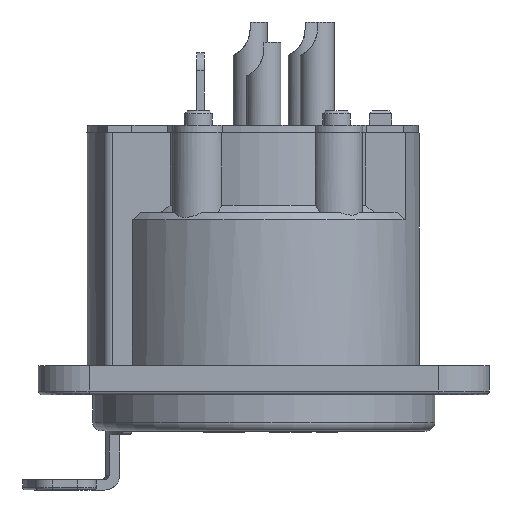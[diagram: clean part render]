
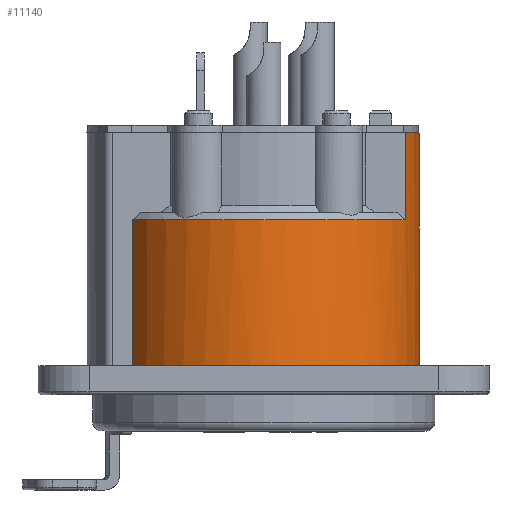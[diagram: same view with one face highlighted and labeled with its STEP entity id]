
A CAD part, front view. The second image highlights one B-rep face of the part: STEP entity #11140.
In plain terms, the highlighted cylindrical face has radius 10.7 mm (diameter 21.4 mm), a partial arc.
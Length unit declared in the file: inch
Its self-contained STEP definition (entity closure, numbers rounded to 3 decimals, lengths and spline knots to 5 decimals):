
#80=CYLINDRICAL_SURFACE('',#11707,0.42126);
#371=CIRCLE('',#11704,0.42126);
#372=CIRCLE('',#11706,0.42126);
#373=CIRCLE('',#11708,0.42126);
#374=CIRCLE('',#11709,0.42126);
#375=CIRCLE('',#11710,0.42126);
#376=CIRCLE('',#11711,0.42126);
#377=CIRCLE('',#11712,0.42126);
#378=CIRCLE('',#11713,0.42126);
#379=CIRCLE('',#11714,0.42126);
#380=CIRCLE('',#11715,0.42126);
#806=FACE_OUTER_BOUND('',#1245,.T.);
#1245=EDGE_LOOP('',(#7935,#7936,#7937,#7938,#7939,#7940,#7941,#7942,#7943,
#7944,#7945,#7946,#7947,#7948,#7949,#7950,#7951,#7952,#7953,#7954));
#1774=LINE('',#15507,#2822);
#1780=LINE('',#15582,#2828);
#1781=LINE('',#15586,#2829);
#1782=LINE('',#15590,#2830);
#1783=LINE('',#15594,#2831);
#1784=LINE('',#15598,#2832);
#1785=LINE('',#15602,#2833);
#1786=LINE('',#15606,#2834);
#1787=LINE('',#15609,#2835);
#1788=LINE('',#15611,#2836);
#2822=VECTOR('',#12657,0.23622);
#2828=VECTOR('',#12705,0.44094);
#2829=VECTOR('',#12708,0.04724);
#2830=VECTOR('',#12711,0.04724);
#2831=VECTOR('',#12714,0.04724);
#2832=VECTOR('',#12717,0.04724);
#2833=VECTOR('',#12720,0.04724);
#2834=VECTOR('',#12723,0.04724);
#2835=VECTOR('',#12726,0.44094);
#2836=VECTOR('',#12727,0.23622);
#4363=VERTEX_POINT('',#15502);
#4364=VERTEX_POINT('',#15506);
#4377=VERTEX_POINT('',#15565);
#4378=VERTEX_POINT('',#15571);
#4379=VERTEX_POINT('',#15575);
#4380=VERTEX_POINT('',#15581);
#4381=VERTEX_POINT('',#15583);
#4382=VERTEX_POINT('',#15585);
#4383=VERTEX_POINT('',#15587);
#4384=VERTEX_POINT('',#15589);
#4385=VERTEX_POINT('',#15591);
#4386=VERTEX_POINT('',#15593);
#4387=VERTEX_POINT('',#15595);
#4388=VERTEX_POINT('',#15597);
#4389=VERTEX_POINT('',#15599);
#4390=VERTEX_POINT('',#15601);
#4391=VERTEX_POINT('',#15603);
#4392=VERTEX_POINT('',#15605);
#4393=VERTEX_POINT('',#15607);
#4394=VERTEX_POINT('',#15610);
#5941=EDGE_CURVE('',#4364,#4363,#1774,.T.);
#5962=EDGE_CURVE('',#4377,#4363,#371,.T.);
#5964=EDGE_CURVE('',#4378,#4379,#372,.T.);
#5966=EDGE_CURVE('',#4380,#4377,#1780,.T.);
#5967=EDGE_CURVE('',#4381,#4380,#373,.T.);
#5968=EDGE_CURVE('',#4382,#4381,#1781,.T.);
#5969=EDGE_CURVE('',#4383,#4382,#374,.T.);
#5970=EDGE_CURVE('',#4384,#4383,#1782,.T.);
#5971=EDGE_CURVE('',#4385,#4384,#375,.T.);
#5972=EDGE_CURVE('',#4386,#4385,#1783,.T.);
#5973=EDGE_CURVE('',#4387,#4386,#376,.T.);
#5974=EDGE_CURVE('',#4388,#4387,#1784,.T.);
#5975=EDGE_CURVE('',#4389,#4388,#377,.T.);
#5976=EDGE_CURVE('',#4390,#4389,#1785,.T.);
#5977=EDGE_CURVE('',#4391,#4390,#378,.T.);
#5978=EDGE_CURVE('',#4392,#4391,#1786,.T.);
#5979=EDGE_CURVE('',#4393,#4392,#379,.T.);
#5980=EDGE_CURVE('',#4379,#4393,#1787,.T.);
#5981=EDGE_CURVE('',#4378,#4394,#1788,.T.);
#5982=EDGE_CURVE('',#4394,#4364,#380,.T.);
#7935=ORIENTED_EDGE('',*,*,#5962,.F.);
#7936=ORIENTED_EDGE('',*,*,#5966,.F.);
#7937=ORIENTED_EDGE('',*,*,#5967,.F.);
#7938=ORIENTED_EDGE('',*,*,#5968,.F.);
#7939=ORIENTED_EDGE('',*,*,#5969,.F.);
#7940=ORIENTED_EDGE('',*,*,#5970,.F.);
#7941=ORIENTED_EDGE('',*,*,#5971,.F.);
#7942=ORIENTED_EDGE('',*,*,#5972,.F.);
#7943=ORIENTED_EDGE('',*,*,#5973,.F.);
#7944=ORIENTED_EDGE('',*,*,#5974,.F.);
#7945=ORIENTED_EDGE('',*,*,#5975,.F.);
#7946=ORIENTED_EDGE('',*,*,#5976,.F.);
#7947=ORIENTED_EDGE('',*,*,#5977,.F.);
#7948=ORIENTED_EDGE('',*,*,#5978,.F.);
#7949=ORIENTED_EDGE('',*,*,#5979,.F.);
#7950=ORIENTED_EDGE('',*,*,#5980,.F.);
#7951=ORIENTED_EDGE('',*,*,#5964,.F.);
#7952=ORIENTED_EDGE('',*,*,#5981,.T.);
#7953=ORIENTED_EDGE('',*,*,#5982,.T.);
#7954=ORIENTED_EDGE('',*,*,#5941,.T.);
#11140=ADVANCED_FACE('',(#806),#80,.T.);
#11704=AXIS2_PLACEMENT_3D('',#15569,#12697,#12698);
#11706=AXIS2_PLACEMENT_3D('',#15576,#12701,#12702);
#11707=AXIS2_PLACEMENT_3D('',#15580,#12703,#12704);
#11708=AXIS2_PLACEMENT_3D('',#15584,#12706,#12707);
#11709=AXIS2_PLACEMENT_3D('',#15588,#12709,#12710);
#11710=AXIS2_PLACEMENT_3D('',#15592,#12712,#12713);
#11711=AXIS2_PLACEMENT_3D('',#15596,#12715,#12716);
#11712=AXIS2_PLACEMENT_3D('',#15600,#12718,#12719);
#11713=AXIS2_PLACEMENT_3D('',#15604,#12721,#12722);
#11714=AXIS2_PLACEMENT_3D('',#15608,#12724,#12725);
#11715=AXIS2_PLACEMENT_3D('',#15612,#12728,#12729);
#12657=DIRECTION('',(0.,0.,-1.));
#12697=DIRECTION('center_axis',(0.,0.,
1.));
#12698=DIRECTION('ref_axis',(-0.846,-0.533,0.));
#12701=DIRECTION('center_axis',(0.,0.,
1.));
#12702=DIRECTION('ref_axis',(0.846,0.533,0.));
#12703=DIRECTION('center_axis',(0.,0.,1.));
#12704=DIRECTION('ref_axis',(-0.846,-0.533,0.));
#12705=DIRECTION('',(0.,0.,1.));
#12706=DIRECTION('center_axis',(0.,0.,-1.));
#12707=DIRECTION('ref_axis',(0.846,-0.533,0.));
#12708=DIRECTION('',(0.,0.,-1.));
#12709=DIRECTION('center_axis',(0.,0.,-1.));
#12710=DIRECTION('ref_axis',(-0.846,-0.533,0.));
#12711=DIRECTION('',(0.,0.,1.));
#12712=DIRECTION('center_axis',(0.,0.,-1.));
#12713=DIRECTION('ref_axis',(0.846,-0.533,0.));
#12714=DIRECTION('',(0.,0.,-1.));
#12715=DIRECTION('center_axis',(0.,0.,-1.));
#12716=DIRECTION('ref_axis',(-0.846,-0.533,0.));
#12717=DIRECTION('',(0.,0.,1.));
#12718=DIRECTION('center_axis',(0.,0.,-1.));
#12719=DIRECTION('ref_axis',(0.846,-0.533,0.));
#12720=DIRECTION('',(0.,0.,-1.));
#12721=DIRECTION('center_axis',(0.,0.,-1.));
#12722=DIRECTION('ref_axis',(-0.846,-0.533,0.));
#12723=DIRECTION('',(0.,0.,1.));
#12724=DIRECTION('center_axis',(0.,0.,-1.));
#12725=DIRECTION('ref_axis',(0.846,-0.533,0.));
#12726=DIRECTION('',(0.,0.,-1.));
#12727=DIRECTION('',(0.,0.,1.));
#12728=DIRECTION('center_axis',(0.,0.,
-1.));
#12729=DIRECTION('ref_axis',(-0.846,-0.533,0.));
#15502=CARTESIAN_POINT('',(0.38219,-0.17717,0.57087));
#15506=CARTESIAN_POINT('',(0.38219,-0.17717,0.80709));
#15507=CARTESIAN_POINT('',(0.38219,-0.17717,0.17717));
#15565=CARTESIAN_POINT('',(-0.35651,-0.22441,0.57087));
#15569=CARTESIAN_POINT('Origin',(0.,0.,
0.57087));
#15571=CARTESIAN_POINT('',(0.38219,0.17717,0.57087));
#15575=CARTESIAN_POINT('',(-0.35651,0.22441,0.57087));
#15576=CARTESIAN_POINT('Origin',(0.,0.,
0.57087));
#15580=CARTESIAN_POINT('Origin',(0.,0.,
0.17717));
#15581=CARTESIAN_POINT('',(-0.35651,-0.22441,0.12992));
#15582=CARTESIAN_POINT('',(-0.35651,-0.22441,0.17717));
#15583=CARTESIAN_POINT('',(-0.03543,-0.41977,0.12992));
#15584=CARTESIAN_POINT('Origin',(0.,0.,
0.12992));
#15585=CARTESIAN_POINT('',(-0.03543,-0.41977,0.17717));
#15586=CARTESIAN_POINT('',(-0.03543,-0.41977,0.17717));
#15587=CARTESIAN_POINT('',(0.03543,-0.41977,0.17717));
#15588=CARTESIAN_POINT('Origin',(0.,0.,
0.17717));
#15589=CARTESIAN_POINT('',(0.03543,-0.41977,0.12992));
#15590=CARTESIAN_POINT('',(0.03543,-0.41977,0.17717));
#15591=CARTESIAN_POINT('',(0.41977,-0.03543,0.12992));
#15592=CARTESIAN_POINT('Origin',(0.,0.,
0.12992));
#15593=CARTESIAN_POINT('',(0.41977,-0.03543,0.17717));
#15594=CARTESIAN_POINT('',(0.41977,-0.03543,0.17717));
#15595=CARTESIAN_POINT('',(0.41977,0.03543,0.17717));
#15596=CARTESIAN_POINT('Origin',(0.,0.,
0.17717));
#15597=CARTESIAN_POINT('',(0.41977,0.03543,0.12992));
#15598=CARTESIAN_POINT('',(0.41977,0.03543,0.17717));
#15599=CARTESIAN_POINT('',(0.03543,0.41977,0.12992));
#15600=CARTESIAN_POINT('Origin',(0.,0.,
0.12992));
#15601=CARTESIAN_POINT('',(0.03543,0.41977,0.17717));
#15602=CARTESIAN_POINT('',(0.03543,0.41977,0.17717));
#15603=CARTESIAN_POINT('',(-0.03543,0.41977,0.17717));
#15604=CARTESIAN_POINT('Origin',(0.,0.,
0.17717));
#15605=CARTESIAN_POINT('',(-0.03543,0.41977,0.12992));
#15606=CARTESIAN_POINT('',(-0.03543,0.41977,0.17717));
#15607=CARTESIAN_POINT('',(-0.35651,0.22441,0.12992));
#15608=CARTESIAN_POINT('Origin',(0.,0.,
0.12992));
#15609=CARTESIAN_POINT('',(-0.35651,0.22441,0.17717));
#15610=CARTESIAN_POINT('',(0.38219,0.17717,0.80709));
#15611=CARTESIAN_POINT('',(0.38219,0.17717,0.17717));
#15612=CARTESIAN_POINT('Origin',(0.,0.,
0.80709));
